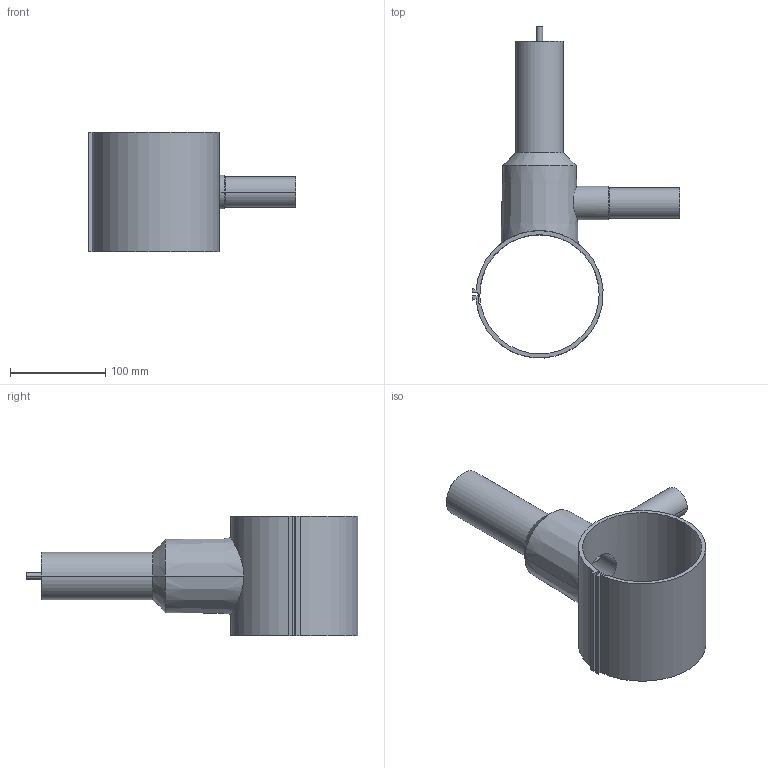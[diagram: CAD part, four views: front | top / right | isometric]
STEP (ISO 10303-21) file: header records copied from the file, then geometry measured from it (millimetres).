
FILE_DESCRIPTION( ( '' ), '1' );
FILE_NAME( 'AGRU_70079124011_PE_100-RC_schwarz_Druckanbohrventil_125_40_SDR11_ISO_S-5_05.stp', '2017-12-12T10:37:42', ( '' ), ( '' ), ' ', ' ', ' ' );
FILE_SCHEMA( ( 'automotive_design' ) );
Length unit declared in the file: millimetre
Products named in the file (1): 1
Bounding box: 217.48 x 348.09 x 125 mm (x, y, z)
Volume: 596293.4 mm3; surface area: 194072.1 mm2
Topology: 1 solids, 1 shells, 41 faces, 101 edges, 64 vertices
Faces by surface type: cylinder 23, plane 12, cone 6
Entity records: 2744 total; most frequent: CARTESIAN_POINT 573, DIRECTION 217, STYLED_ITEM 207, PRESENTATION_STYLE_ASSIGNMENT 207, COLOUR_RGB 207, ORIENTED_EDGE 202, EDGE_CURVE 101, CURVE_STYLE 101
